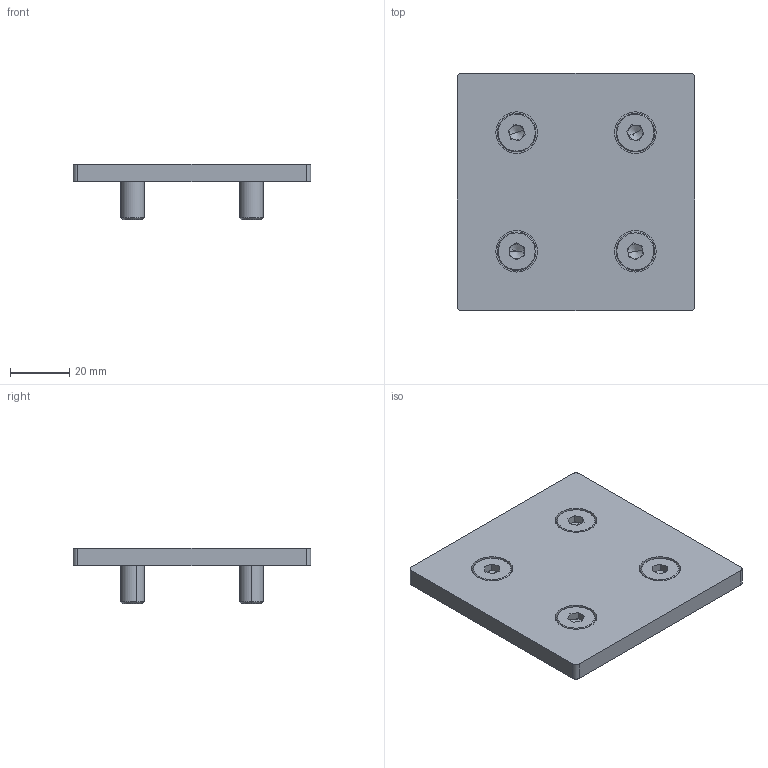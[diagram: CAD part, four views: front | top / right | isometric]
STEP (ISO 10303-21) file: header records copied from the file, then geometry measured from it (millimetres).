
FILE_DESCRIPTION (( 'STEP AP214' ), '1' );
FILE_NAME ('80x80 End Cap Kit-Black(40AEC-1401-003-01).STEP', '2023-09-08T19:44:33', ( '' ), ( '' ), 'SwSTEP 2.0', 'SolidWorks 2020', '' );
FILE_SCHEMA (( 'AUTOMOTIVE_DESIGN' ));
Length unit declared in the file: millimetre
Products named in the file (1): 80x80 End Cap Kit-Black(40AEC-1401-003-01)
Bounding box: 80 x 80 x 18.8 mm (x, y, z)
Volume: 40219.9 mm3; surface area: 18266.5 mm2
Topology: 5 solids, 5 shells, 138 faces, 304 edges, 180 vertices
Faces by surface type: plane 70, cylinder 36, cone 24, torus 8
Entity records: 5316 total; most frequent: DIRECTION 702, CARTESIAN_POINT 615, ORIENTED_EDGE 592, EDGE_CURVE 296, AXIS2_PLACEMENT_3D 267, VERTEX_POINT 180, LINE 168, VECTOR 168
